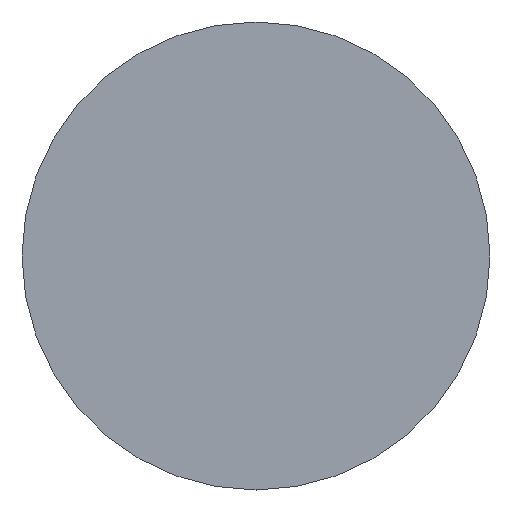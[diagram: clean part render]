
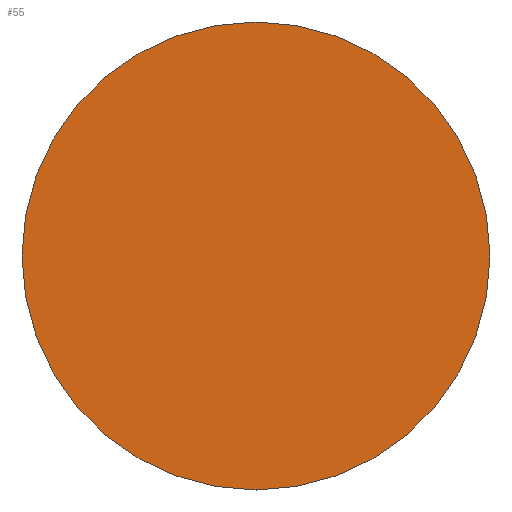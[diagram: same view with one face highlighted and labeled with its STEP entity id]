
A CAD part, front view. The second image highlights one B-rep face of the part: STEP entity #55.
In plain terms, the highlighted planar face has unit normal (0, -1, 0).
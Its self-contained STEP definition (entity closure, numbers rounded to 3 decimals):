
#14 = CARTESIAN_POINT ( 'NONE',  ( 0., 0., 15. ) ) ;
#26 = EDGE_CURVE ( 'NONE', #113, #46, #30, .T. ) ;
#30 = CIRCLE ( 'NONE', #58, 15. ) ;
#32 = CARTESIAN_POINT ( 'NONE',  ( 0., 0., 0. ) ) ;
#46 = VERTEX_POINT ( 'NONE', #14 ) ;
#48 = DIRECTION ( 'NONE',  ( 0., 1., 0. ) ) ;
#55 = ADVANCED_FACE ( 'NONE', ( #176 ), #179, .T. ) ;
#58 = AXIS2_PLACEMENT_3D ( 'NONE', #169, #59, #88 ) ;
#59 = DIRECTION ( 'NONE',  ( 0., 1., 0. ) ) ;
#61 = ORIENTED_EDGE ( 'NONE', *, *, #118, .F. ) ;
#65 = DIRECTION ( 'NONE',  ( 0., 0., 1. ) ) ;
#85 = DIRECTION ( 'NONE',  ( 0., 0., -1. ) ) ;
#87 = AXIS2_PLACEMENT_3D ( 'NONE', #166, #137, #85 ) ;
#88 = DIRECTION ( 'NONE',  ( 0., 0., 1. ) ) ;
#113 = VERTEX_POINT ( 'NONE', #150 ) ;
#115 = AXIS2_PLACEMENT_3D ( 'NONE', #32, #48, #65 ) ;
#118 = EDGE_CURVE ( 'NONE', #46, #113, #178, .T. ) ;
#137 = DIRECTION ( 'NONE',  ( 0., -1., 0. ) ) ;
#150 = CARTESIAN_POINT ( 'NONE',  ( 0., 0., -15. ) ) ;
#155 = EDGE_LOOP ( 'NONE', ( #61, #184 ) ) ;
#166 = CARTESIAN_POINT ( 'NONE',  ( 0., 0., 0. ) ) ;
#169 = CARTESIAN_POINT ( 'NONE',  ( 0., 0., 0. ) ) ;
#176 = FACE_OUTER_BOUND ( 'NONE', #155, .T. ) ;
#178 = CIRCLE ( 'NONE', #115, 15. ) ;
#179 = PLANE ( 'NONE',  #87 ) ;
#184 = ORIENTED_EDGE ( 'NONE', *, *, #26, .F. ) ;
